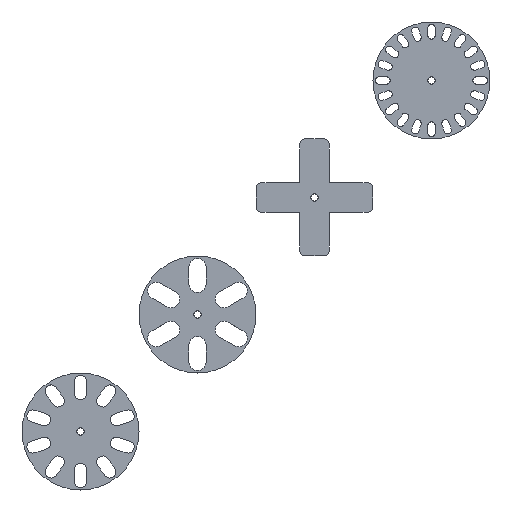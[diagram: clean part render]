
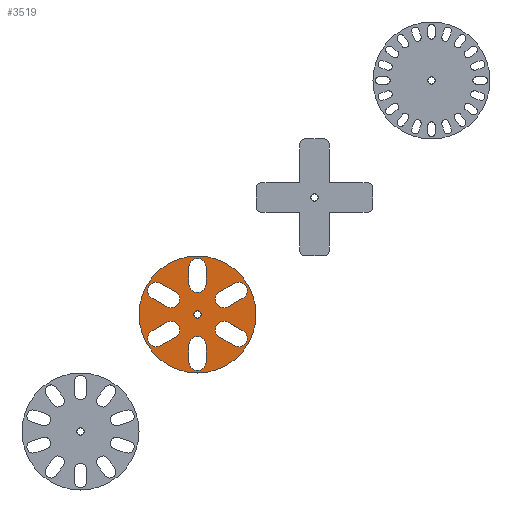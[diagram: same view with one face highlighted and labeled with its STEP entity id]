
A CAD part, top view. The second image highlights one B-rep face of the part: STEP entity #3519.
In plain terms, the highlighted planar face has unit normal (0, 0, 1).
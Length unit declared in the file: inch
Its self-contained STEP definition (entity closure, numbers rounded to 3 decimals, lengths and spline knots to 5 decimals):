
#74=PLANE($,#3780);
#215=LINE($,#5326,#547);
#218=LINE($,#5335,#550);
#223=LINE($,#5350,#555);
#226=LINE($,#5359,#558);
#231=LINE($,#5374,#563);
#234=LINE($,#5383,#566);
#239=LINE($,#5398,#571);
#242=LINE($,#5407,#574);
#247=LINE($,#5422,#579);
#250=LINE($,#5431,#582);
#255=LINE($,#5446,#587);
#258=LINE($,#5455,#590);
#547=VECTOR($,#4275,0.875);
#550=VECTOR($,#4286,0.875);
#555=VECTOR($,#4299,0.875);
#558=VECTOR($,#4310,0.875);
#563=VECTOR($,#4323,0.875);
#566=VECTOR($,#4334,0.875);
#571=VECTOR($,#4347,0.875);
#574=VECTOR($,#4358,0.875);
#579=VECTOR($,#4371,0.875);
#582=VECTOR($,#4382,0.875);
#587=VECTOR($,#4395,0.875);
#590=VECTOR($,#4406,0.875);
#831=FACE_BOUND($,#1165,.T.);
#832=FACE_BOUND($,#1166,.T.);
#833=FACE_BOUND($,#1167,.T.);
#834=FACE_BOUND($,#1168,.T.);
#835=FACE_BOUND($,#1169,.T.);
#836=FACE_BOUND($,#1170,.T.);
#837=FACE_BOUND($,#1171,.T.);
#838=FACE_BOUND($,#1172,.T.);
#1165=EDGE_LOOP($,(#2723));
#1166=EDGE_LOOP($,(#2724,#2725,#2726,#2727));
#1167=EDGE_LOOP($,(#2728,#2729,#2730,#2731));
#1168=EDGE_LOOP($,(#2732,#2733,#2734,#2735));
#1169=EDGE_LOOP($,(#2736,#2737,#2738,#2739));
#1170=EDGE_LOOP($,(#2740,#2741,#2742,#2743));
#1171=EDGE_LOOP($,(#2744,#2745,#2746,#2747));
#1172=EDGE_LOOP($,(#2748));
#1372=CIRCLE($,#3727,0.1875);
#1374=CIRCLE($,#3730,0.438);
#1376=CIRCLE($,#3734,0.438);
#1378=CIRCLE($,#3738,0.438);
#1380=CIRCLE($,#3742,0.438);
#1382=CIRCLE($,#3746,0.438);
#1384=CIRCLE($,#3750,0.438);
#1386=CIRCLE($,#3754,0.438);
#1388=CIRCLE($,#3758,0.438);
#1390=CIRCLE($,#3762,0.438);
#1392=CIRCLE($,#3766,0.438);
#1394=CIRCLE($,#3770,0.438);
#1396=CIRCLE($,#3774,0.438);
#1397=CIRCLE($,#3777,3.);
#1586=VERTEX_POINT($,#5310);
#1589=VERTEX_POINT($,#5316);
#1590=VERTEX_POINT($,#5318);
#1592=VERTEX_POINT($,#5324);
#1594=VERTEX_POINT($,#5330);
#1597=VERTEX_POINT($,#5340);
#1598=VERTEX_POINT($,#5342);
#1600=VERTEX_POINT($,#5348);
#1602=VERTEX_POINT($,#5354);
#1605=VERTEX_POINT($,#5364);
#1606=VERTEX_POINT($,#5366);
#1608=VERTEX_POINT($,#5372);
#1610=VERTEX_POINT($,#5378);
#1613=VERTEX_POINT($,#5388);
#1614=VERTEX_POINT($,#5390);
#1616=VERTEX_POINT($,#5396);
#1618=VERTEX_POINT($,#5402);
#1621=VERTEX_POINT($,#5412);
#1622=VERTEX_POINT($,#5414);
#1624=VERTEX_POINT($,#5420);
#1626=VERTEX_POINT($,#5426);
#1629=VERTEX_POINT($,#5436);
#1630=VERTEX_POINT($,#5438);
#1632=VERTEX_POINT($,#5444);
#1634=VERTEX_POINT($,#5450);
#1635=VERTEX_POINT($,#5457);
#1968=EDGE_CURVE($,#1586,#1586,#1372,.T.);
#1971=EDGE_CURVE($,#1590,#1589,#1374,.T.);
#1975=EDGE_CURVE($,#1589,#1592,#215,.T.);
#1978=EDGE_CURVE($,#1592,#1594,#1376,.T.);
#1980=EDGE_CURVE($,#1594,#1590,#218,.T.);
#1983=EDGE_CURVE($,#1598,#1597,#1378,.T.);
#1987=EDGE_CURVE($,#1597,#1600,#223,.T.);
#1990=EDGE_CURVE($,#1600,#1602,#1380,.T.);
#1992=EDGE_CURVE($,#1602,#1598,#226,.T.);
#1995=EDGE_CURVE($,#1606,#1605,#1382,.T.);
#1999=EDGE_CURVE($,#1605,#1608,#231,.T.);
#2002=EDGE_CURVE($,#1608,#1610,#1384,.T.);
#2004=EDGE_CURVE($,#1610,#1606,#234,.T.);
#2007=EDGE_CURVE($,#1614,#1613,#1386,.T.);
#2011=EDGE_CURVE($,#1613,#1616,#239,.T.);
#2014=EDGE_CURVE($,#1616,#1618,#1388,.T.);
#2016=EDGE_CURVE($,#1618,#1614,#242,.T.);
#2019=EDGE_CURVE($,#1622,#1621,#1390,.T.);
#2023=EDGE_CURVE($,#1621,#1624,#247,.T.);
#2026=EDGE_CURVE($,#1624,#1626,#1392,.T.);
#2028=EDGE_CURVE($,#1626,#1622,#250,.T.);
#2031=EDGE_CURVE($,#1630,#1629,#1394,.T.);
#2035=EDGE_CURVE($,#1629,#1632,#255,.T.);
#2038=EDGE_CURVE($,#1632,#1634,#1396,.T.);
#2040=EDGE_CURVE($,#1634,#1630,#258,.T.);
#2041=EDGE_CURVE($,#1635,#1635,#1397,.T.);
#2723=ORIENTED_EDGE($,*,*,#1968,.T.);
#2724=ORIENTED_EDGE($,*,*,#1971,.T.);
#2725=ORIENTED_EDGE($,*,*,#1975,.T.);
#2726=ORIENTED_EDGE($,*,*,#1978,.T.);
#2727=ORIENTED_EDGE($,*,*,#1980,.T.);
#2728=ORIENTED_EDGE($,*,*,#1983,.T.);
#2729=ORIENTED_EDGE($,*,*,#1987,.T.);
#2730=ORIENTED_EDGE($,*,*,#1990,.T.);
#2731=ORIENTED_EDGE($,*,*,#1992,.T.);
#2732=ORIENTED_EDGE($,*,*,#1995,.T.);
#2733=ORIENTED_EDGE($,*,*,#1999,.T.);
#2734=ORIENTED_EDGE($,*,*,#2002,.T.);
#2735=ORIENTED_EDGE($,*,*,#2004,.T.);
#2736=ORIENTED_EDGE($,*,*,#2007,.T.);
#2737=ORIENTED_EDGE($,*,*,#2011,.T.);
#2738=ORIENTED_EDGE($,*,*,#2014,.T.);
#2739=ORIENTED_EDGE($,*,*,#2016,.T.);
#2740=ORIENTED_EDGE($,*,*,#2019,.T.);
#2741=ORIENTED_EDGE($,*,*,#2023,.T.);
#2742=ORIENTED_EDGE($,*,*,#2026,.T.);
#2743=ORIENTED_EDGE($,*,*,#2028,.T.);
#2744=ORIENTED_EDGE($,*,*,#2031,.T.);
#2745=ORIENTED_EDGE($,*,*,#2035,.T.);
#2746=ORIENTED_EDGE($,*,*,#2038,.T.);
#2747=ORIENTED_EDGE($,*,*,#2040,.T.);
#2748=ORIENTED_EDGE($,*,*,#2041,.T.);
#3519=ADVANCED_FACE($,(#831,#832,#833,#834,#835,#836,#837,#838),#74,.T.);
#3727=AXIS2_PLACEMENT_3D($,#5311,#4261,#4262);
#3730=AXIS2_PLACEMENT_3D($,#5319,#4268,#4269);
#3734=AXIS2_PLACEMENT_3D($,#5332,#4281,#4282);
#3738=AXIS2_PLACEMENT_3D($,#5343,#4292,#4293);
#3742=AXIS2_PLACEMENT_3D($,#5356,#4305,#4306);
#3746=AXIS2_PLACEMENT_3D($,#5367,#4316,#4317);
#3750=AXIS2_PLACEMENT_3D($,#5380,#4329,#4330);
#3754=AXIS2_PLACEMENT_3D($,#5391,#4340,#4341);
#3758=AXIS2_PLACEMENT_3D($,#5404,#4353,#4354);
#3762=AXIS2_PLACEMENT_3D($,#5415,#4364,#4365);
#3766=AXIS2_PLACEMENT_3D($,#5428,#4377,#4378);
#3770=AXIS2_PLACEMENT_3D($,#5439,#4388,#4389);
#3774=AXIS2_PLACEMENT_3D($,#5452,#4401,#4402);
#3777=AXIS2_PLACEMENT_3D($,#5458,#4409,#4410);
#3780=AXIS2_PLACEMENT_3D($,#5462,#4415,#4416);
#4261=DIRECTION('center_axis',(0.,0.,-1.));
#4262=DIRECTION('ref_axis',(1.,0.,0.));
#4268=DIRECTION('center_axis',(0.,0.,-1.));
#4269=DIRECTION('ref_axis',(0.5,-0.866,0.));
#4275=DIRECTION($,(-0.866,-0.5,0.));
#4281=DIRECTION('center_axis',(0.,0.,-1.));
#4282=DIRECTION('ref_axis',(-0.5,0.866,0.));
#4286=DIRECTION($,(0.866,0.5,0.));
#4292=DIRECTION('center_axis',(0.,0.,-1.));
#4293=DIRECTION('ref_axis',(-0.5,-0.866,0.));
#4299=DIRECTION($,(-0.866,0.5,0.));
#4305=DIRECTION('center_axis',(0.,0.,-1.));
#4306=DIRECTION('ref_axis',(0.5,0.866,0.));
#4310=DIRECTION($,(0.866,-0.5,0.));
#4316=DIRECTION('center_axis',(0.,0.,-1.));
#4317=DIRECTION('ref_axis',(-1.,0.,0.));
#4323=DIRECTION($,(0.,1.,0.));
#4329=DIRECTION('center_axis',(0.,0.,-1.));
#4330=DIRECTION('ref_axis',(1.,0.,0.));
#4334=DIRECTION($,(0.,-1.,0.));
#4340=DIRECTION('center_axis',(0.,0.,-1.));
#4341=DIRECTION('ref_axis',(-0.5,0.866,0.));
#4347=DIRECTION($,(0.866,0.5,0.));
#4353=DIRECTION('center_axis',(0.,0.,-1.));
#4354=DIRECTION('ref_axis',(0.5,-0.866,0.));
#4358=DIRECTION($,(-0.866,-0.5,0.));
#4364=DIRECTION('center_axis',(0.,0.,-1.));
#4365=DIRECTION('ref_axis',(0.5,0.866,0.));
#4371=DIRECTION($,(0.866,-0.5,0.));
#4377=DIRECTION('center_axis',(0.,0.,-1.));
#4378=DIRECTION('ref_axis',(-0.5,-0.866,0.));
#4382=DIRECTION($,(-0.866,0.5,0.));
#4388=DIRECTION('center_axis',(0.,0.,-1.));
#4389=DIRECTION('ref_axis',(-1.,0.,0.));
#4395=DIRECTION($,(0.,1.,0.));
#4401=DIRECTION('center_axis',(0.,0.,-1.));
#4402=DIRECTION('ref_axis',(1.,0.,0.));
#4406=DIRECTION($,(0.,-1.,0.));
#4409=DIRECTION('center_axis',(0.,0.,1.));
#4410=DIRECTION('ref_axis',(-1.,0.,0.));
#4415=DIRECTION('center_axis',(0.,0.,1.));
#4416=DIRECTION('ref_axis',(1.,0.,0.));
#5310=CARTESIAN_POINT('',(0.1875,0.,0.135));
#5311=CARTESIAN_POINT('Origin',(0.,0.,0.135));
#5316=CARTESIAN_POINT('',(2.33037,0.83968,0.135));
#5318=CARTESIAN_POINT('',(1.89237,1.59832,0.135));
#5319=CARTESIAN_POINT('Origin',(2.11137,1.219,0.135));
#5324=CARTESIAN_POINT('',(1.5726,0.40218,0.135));
#5326=CARTESIAN_POINT($,(0.8958,0.01143,0.135));
#5330=CARTESIAN_POINT('',(1.1346,1.16082,0.135));
#5332=CARTESIAN_POINT('Origin',(1.3536,0.7815,0.135));
#5335=CARTESIAN_POINT($,(0.83668,0.98882,0.135));
#5340=CARTESIAN_POINT('',(1.89237,-1.59832,0.135));
#5342=CARTESIAN_POINT('',(2.33037,-0.83968,0.135));
#5343=CARTESIAN_POINT('Origin',(2.11137,-1.219,0.135));
#5348=CARTESIAN_POINT('',(1.1346,-1.16082,0.135));
#5350=CARTESIAN_POINT($,(0.4578,-0.77007,0.135));
#5354=CARTESIAN_POINT('',(1.5726,-0.40218,0.135));
#5356=CARTESIAN_POINT('Origin',(1.3536,-0.7815,0.135));
#5359=CARTESIAN_POINT($,(1.27468,-0.23018,0.135));
#5364=CARTESIAN_POINT('',(-0.438,-2.438,0.135));
#5366=CARTESIAN_POINT('',(0.438,-2.438,0.135));
#5367=CARTESIAN_POINT('Origin',(0.,-2.438,0.135));
#5372=CARTESIAN_POINT('',(-0.438,-1.563,0.135));
#5374=CARTESIAN_POINT($,(-0.438,-0.7815,0.135));
#5378=CARTESIAN_POINT('',(0.438,-1.563,0.135));
#5380=CARTESIAN_POINT('Origin',(0.,-1.563,0.135));
#5383=CARTESIAN_POINT($,(0.438,-1.219,0.135));
#5388=CARTESIAN_POINT('',(-2.33037,-0.83968,0.135));
#5390=CARTESIAN_POINT('',(-1.89237,-1.59832,0.135));
#5391=CARTESIAN_POINT('Origin',(-2.11137,-1.219,0.135));
#5396=CARTESIAN_POINT('',(-1.5726,-0.40218,0.135));
#5398=CARTESIAN_POINT($,(-0.8958,-0.01143,0.135));
#5402=CARTESIAN_POINT('',(-1.1346,-1.16082,0.135));
#5404=CARTESIAN_POINT('Origin',(-1.3536,-0.7815,0.135));
#5407=CARTESIAN_POINT($,(-0.83668,-0.98882,0.135));
#5412=CARTESIAN_POINT('',(-1.89237,1.59832,0.135));
#5414=CARTESIAN_POINT('',(-2.33037,0.83968,0.135));
#5415=CARTESIAN_POINT('Origin',(-2.11137,1.219,0.135));
#5420=CARTESIAN_POINT('',(-1.1346,1.16082,0.135));
#5422=CARTESIAN_POINT($,(-0.4578,0.77007,0.135));
#5426=CARTESIAN_POINT('',(-1.5726,0.40218,0.135));
#5428=CARTESIAN_POINT('Origin',(-1.3536,0.7815,0.135));
#5431=CARTESIAN_POINT($,(-1.27468,0.23018,0.135));
#5436=CARTESIAN_POINT('',(-0.438,1.563,0.135));
#5438=CARTESIAN_POINT('',(0.438,1.563,0.135));
#5439=CARTESIAN_POINT('Origin',(0.,1.563,0.135));
#5444=CARTESIAN_POINT('',(-0.438,2.438,0.135));
#5446=CARTESIAN_POINT($,(-0.438,1.219,0.135));
#5450=CARTESIAN_POINT('',(0.438,2.438,0.135));
#5452=CARTESIAN_POINT('Origin',(0.,2.438,0.135));
#5455=CARTESIAN_POINT($,(0.438,0.7815,0.135));
#5457=CARTESIAN_POINT('',(3.,0.,0.135));
#5458=CARTESIAN_POINT('Origin',(0.,0.,0.135));
#5462=CARTESIAN_POINT('Origin',(0.,0.,
0.135));
